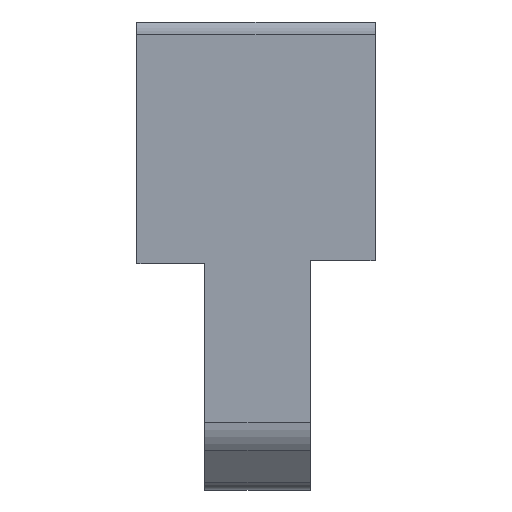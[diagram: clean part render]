
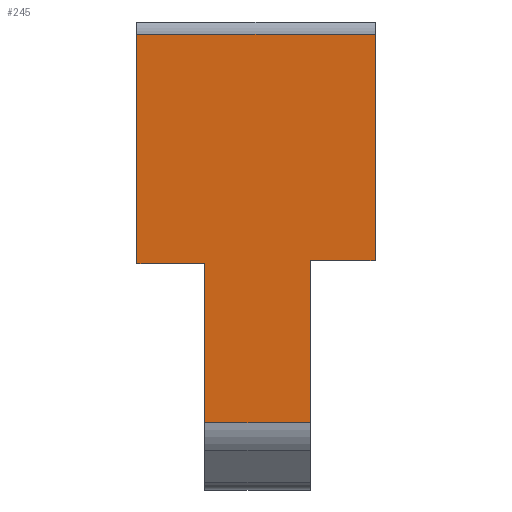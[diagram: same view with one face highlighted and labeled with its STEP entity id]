
A CAD part, left-side view. The second image highlights one B-rep face of the part: STEP entity #245.
In plain terms, the highlighted planar face has unit normal (-0.998, 0, -0.062).
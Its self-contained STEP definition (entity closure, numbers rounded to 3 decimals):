
#61 = EDGE_CURVE('',#62,#64,#66,.T.);
#62 = VERTEX_POINT('',#63);
#63 = CARTESIAN_POINT('',(2.918,3.881,18.943)
  );
#64 = VERTEX_POINT('',#65);
#65 = CARTESIAN_POINT('',(3.662,3.881,6.94)
  );
#66 = LINE('',#67,#68);
#67 = CARTESIAN_POINT('',(3.284,3.881,13.031)
  );
#68 = VECTOR('',#69,1.);
#69 = DIRECTION('',(0.062,0.,
    -0.998));
#139 = EDGE_CURVE('',#64,#140,#142,.T.);
#140 = VERTEX_POINT('',#141);
#141 = CARTESIAN_POINT('',(3.662,-4.119,6.94
    ));
#142 = LINE('',#143,#144);
#143 = CARTESIAN_POINT('',(3.662,9.,6.94));
#144 = VECTOR('',#145,1.);
#145 = DIRECTION('',(0.,-1.,0.));
#163 = EDGE_CURVE('',#164,#140,#166,.T.);
#164 = VERTEX_POINT('',#165);
#165 = CARTESIAN_POINT('',(2.903,-4.119,
    19.173));
#166 = LINE('',#167,#168);
#167 = CARTESIAN_POINT('',(3.277,-4.119,13.146
    ));
#168 = VECTOR('',#169,1.);
#169 = DIRECTION('',(0.062,0.,
    -0.998));
#245 = ADVANCED_FACE('',(#246),#289,.T.);
#246 = FACE_BOUND('',#247,.T.);
#247 = EDGE_LOOP('',(#248,#249,#250,#251,#259,#267,#275,#283));
#248 = ORIENTED_EDGE('',*,*,#61,.T.);
#249 = ORIENTED_EDGE('',*,*,#139,.T.);
#250 = ORIENTED_EDGE('',*,*,#163,.F.);
#251 = ORIENTED_EDGE('',*,*,#252,.F.);
#252 = EDGE_CURVE('',#253,#164,#255,.T.);
#253 = VERTEX_POINT('',#254);
#254 = CARTESIAN_POINT('',(2.903,-9.,19.173));
#255 = LINE('',#256,#257);
#256 = CARTESIAN_POINT('',(2.903,-1.363,19.173));
#257 = VECTOR('',#258,1.);
#258 = DIRECTION('',(0.,1.,0.));
#259 = ORIENTED_EDGE('',*,*,#260,.T.);
#260 = EDGE_CURVE('',#253,#261,#263,.T.);
#261 = VERTEX_POINT('',#262);
#262 = CARTESIAN_POINT('',(1.841,-9.,36.297));
#263 = LINE('',#264,#265);
#264 = CARTESIAN_POINT('',(3.662,-9.,6.94));
#265 = VECTOR('',#266,1.);
#266 = DIRECTION('',(-0.062,0.,
    0.998));
#267 = ORIENTED_EDGE('',*,*,#268,.F.);
#268 = EDGE_CURVE('',#269,#261,#271,.T.);
#269 = VERTEX_POINT('',#270);
#270 = CARTESIAN_POINT('',(1.841,9.,36.297));
#271 = LINE('',#272,#273);
#272 = CARTESIAN_POINT('',(1.841,9.,36.297));
#273 = VECTOR('',#274,1.);
#274 = DIRECTION('',(0.,-1.,0.));
#275 = ORIENTED_EDGE('',*,*,#276,.F.);
#276 = EDGE_CURVE('',#277,#269,#279,.T.);
#277 = VERTEX_POINT('',#278);
#278 = CARTESIAN_POINT('',(2.918,9.,18.943));
#279 = LINE('',#280,#281);
#280 = CARTESIAN_POINT('',(3.662,9.,6.94));
#281 = VECTOR('',#282,1.);
#282 = DIRECTION('',(-0.062,0.,
    0.998));
#283 = ORIENTED_EDGE('',*,*,#284,.T.);
#284 = EDGE_CURVE('',#277,#62,#285,.T.);
#285 = LINE('',#286,#287);
#286 = CARTESIAN_POINT('',(2.918,10.457,18.943));
#287 = VECTOR('',#288,1.);
#288 = DIRECTION('',(0.,-1.,0.));
#289 = PLANE('',#290);
#290 = AXIS2_PLACEMENT_3D('',#291,#292,#293);
#291 = CARTESIAN_POINT('',(3.662,9.,6.94));
#292 = DIRECTION('',(-0.998,0.,
    -0.062));
#293 = DIRECTION('',(-0.062,0.,
    0.998));
